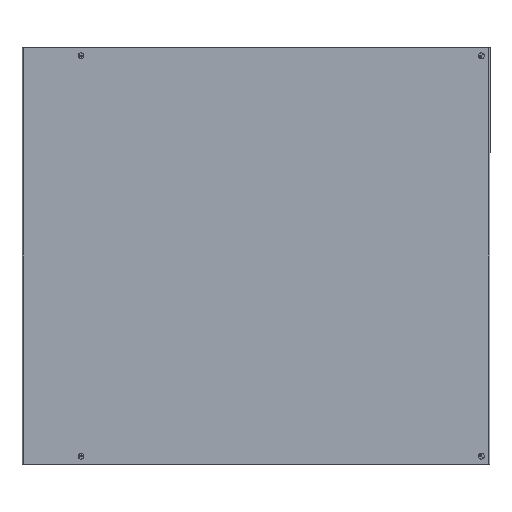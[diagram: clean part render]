
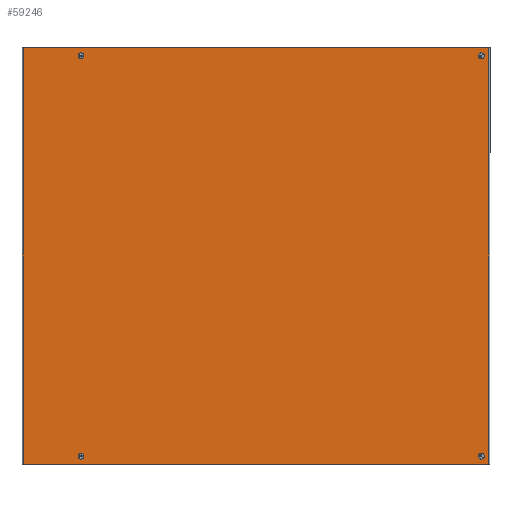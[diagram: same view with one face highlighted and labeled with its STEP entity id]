
A CAD part, left-side view. The second image highlights one B-rep face of the part: STEP entity #59246.
In plain terms, the highlighted face is planar.
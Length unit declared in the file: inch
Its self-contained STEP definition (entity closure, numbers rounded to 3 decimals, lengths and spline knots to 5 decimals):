
#27 = ORIENTED_EDGE ( 'NONE', *, *, #24251, .T. ) ;
#724 = CARTESIAN_POINT ( 'NONE',  ( -17.5, 0., -17.279 ) ) ;
#1203 = EDGE_CURVE ( 'NONE', #13561, #28825, #16624, .T. ) ;
#1224 = FACE_BOUND ( 'NONE', #75519, .T. ) ;
#2105 = CIRCLE ( 'NONE', #4289, 0.25 ) ;
#3056 = DIRECTION ( 'NONE',  ( -1., 0., 0. ) ) ;
#4272 = EDGE_CURVE ( 'NONE', #63871, #50123, #47481, .T. ) ;
#4289 = AXIS2_PLACEMENT_3D ( 'NONE', #72484, #17656, #23823 ) ;
#4827 = VERTEX_POINT ( 'NONE', #24183 ) ;
#6209 = VERTEX_POINT ( 'NONE', #36372 ) ;
#6861 = ORIENTED_EDGE ( 'NONE', *, *, #4272, .T. ) ;
#7398 = EDGE_LOOP ( 'NONE', ( #13456, #10526 ) ) ;
#7913 = EDGE_CURVE ( 'NONE', #20320, #69157, #37937, .T. ) ;
#8652 = ORIENTED_EDGE ( 'NONE', *, *, #29998, .T. ) ;
#10526 = ORIENTED_EDGE ( 'NONE', *, *, #74037, .T. ) ;
#10858 = FACE_BOUND ( 'NONE', #57541, .T. ) ;
#12176 = CARTESIAN_POINT ( 'NONE',  ( -17.25, 0., 17.221 ) ) ;
#12710 = EDGE_CURVE ( 'NONE', #71731, #6209, #31284, .T. ) ;
#12842 = CARTESIAN_POINT ( 'NONE',  ( 17.25, 0., -17.279 ) ) ;
#13090 = DIRECTION ( 'NONE',  ( 0., -1., 0. ) ) ;
#13456 = ORIENTED_EDGE ( 'NONE', *, *, #7913, .T. ) ;
#13557 = CARTESIAN_POINT ( 'NONE',  ( 17.5, 0., 17.221 ) ) ;
#13561 = VERTEX_POINT ( 'NONE', #38953 ) ;
#14962 = VECTOR ( 'NONE', #36723, 39.37008 ) ;
#15085 = DIRECTION ( 'NONE',  ( 0., -1., 0. ) ) ;
#16490 = CARTESIAN_POINT ( 'NONE',  ( -17.5, 0., 17.221 ) ) ;
#16624 = LINE ( 'NONE', #68007, #66721 ) ;
#16851 = CARTESIAN_POINT ( 'NONE',  ( 17.25, 0., -17.029 ) ) ;
#17328 = CIRCLE ( 'NONE', #23316, 0.25 ) ;
#17656 = DIRECTION ( 'NONE',  ( 0., -1., 0. ) ) ;
#19029 = DIRECTION ( 'NONE',  ( 0., -1., 0. ) ) ;
#20320 = VERTEX_POINT ( 'NONE', #724 ) ;
#20398 = FACE_BOUND ( 'NONE', #7398, .T. ) ;
#21324 = EDGE_CURVE ( 'NONE', #21384, #4827, #79390, .T. ) ;
#21384 = VERTEX_POINT ( 'NONE', #13557 ) ;
#21396 = CARTESIAN_POINT ( 'NONE',  ( 17.928, 0., -17.921 ) ) ;
#21570 = DIRECTION ( 'NONE',  ( -1., 0., 0. ) ) ;
#22694 = AXIS2_PLACEMENT_3D ( 'NONE', #12176, #35532, #78517 ) ;
#23316 = AXIS2_PLACEMENT_3D ( 'NONE', #28161, #59105, #65273 ) ;
#23823 = DIRECTION ( 'NONE',  ( -1., 0., 0. ) ) ;
#24181 = CARTESIAN_POINT ( 'NONE',  ( -17.928, 0., 22.242 ) ) ;
#24183 = CARTESIAN_POINT ( 'NONE',  ( 17., 0., 17.221 ) ) ;
#24251 = EDGE_CURVE ( 'NONE', #4827, #21384, #64959, .T. ) ;
#24759 = LINE ( 'NONE', #57313, #70873 ) ;
#25313 = ORIENTED_EDGE ( 'NONE', *, *, #40564, .F. ) ;
#25501 = CARTESIAN_POINT ( 'NONE',  ( 17.25, 0., -17.529 ) ) ;
#27580 = DIRECTION ( 'NONE',  ( 0., -1., 0. ) ) ;
#27998 = CARTESIAN_POINT ( 'NONE',  ( 17.928, 0., 22.19059 ) ) ;
#28161 = CARTESIAN_POINT ( 'NONE',  ( -17.25, 0., -17.279 ) ) ;
#28825 = VERTEX_POINT ( 'NONE', #21396 ) ;
#29815 = CARTESIAN_POINT ( 'NONE',  ( 17.25, 0., -17.279 ) ) ;
#29998 = EDGE_CURVE ( 'NONE', #55288, #63359, #43879, .T. ) ;
#30553 = DIRECTION ( 'NONE',  ( 0., 0., -1. ) ) ;
#31284 = LINE ( 'NONE', #24181, #14962 ) ;
#32991 = VECTOR ( 'NONE', #21570, 39.37008 ) ;
#35532 = DIRECTION ( 'NONE',  ( 0., -1., 0. ) ) ;
#35777 = FACE_OUTER_BOUND ( 'NONE', #57429, .T. ) ;
#36212 = DIRECTION ( 'NONE',  ( 0., -1., 0. ) ) ;
#36372 = CARTESIAN_POINT ( 'NONE',  ( -17.928, 0., 22.19059 ) ) ;
#36723 = DIRECTION ( 'NONE',  ( 0., 0., 1. ) ) ;
#37288 = ORIENTED_EDGE ( 'NONE', *, *, #12710, .T. ) ;
#37898 = ORIENTED_EDGE ( 'NONE', *, *, #63486, .T. ) ;
#37937 = CIRCLE ( 'NONE', #74167, 0.25 ) ;
#38953 = CARTESIAN_POINT ( 'NONE',  ( 17.928, 0., 22.19059 ) ) ;
#39757 = CARTESIAN_POINT ( 'NONE',  ( 17.25, 0., 17.221 ) ) ;
#40564 = EDGE_CURVE ( 'NONE', #71731, #28825, #24759, .T. ) ;
#42099 = CIRCLE ( 'NONE', #59867, 0.25 ) ;
#42473 = AXIS2_PLACEMENT_3D ( 'NONE', #12842, #13090, #30553 ) ;
#43535 = FACE_BOUND ( 'NONE', #46183, .T. ) ;
#43879 = CIRCLE ( 'NONE', #42473, 0.25 ) ;
#45291 = PLANE ( 'NONE',  #65136 ) ;
#46183 = EDGE_LOOP ( 'NONE', ( #6861, #37898 ) ) ;
#47481 = CIRCLE ( 'NONE', #22694, 0.25 ) ;
#48847 = DIRECTION ( 'NONE',  ( 0., 0., -1. ) ) ;
#49250 = EDGE_CURVE ( 'NONE', #13561, #6209, #78209, .T. ) ;
#49672 = CARTESIAN_POINT ( 'NONE',  ( -17., 0., -17.279 ) ) ;
#50123 = VERTEX_POINT ( 'NONE', #56087 ) ;
#50368 = DIRECTION ( 'NONE',  ( -1., 0., 0. ) ) ;
#50961 = ORIENTED_EDGE ( 'NONE', *, *, #1203, .T. ) ;
#52822 = AXIS2_PLACEMENT_3D ( 'NONE', #63333, #74859, #50368 ) ;
#55288 = VERTEX_POINT ( 'NONE', #25501 ) ;
#55647 = ORIENTED_EDGE ( 'NONE', *, *, #49250, .F. ) ;
#55869 = CARTESIAN_POINT ( 'NONE',  ( -17.25, 0., -17.279 ) ) ;
#56087 = CARTESIAN_POINT ( 'NONE',  ( -17., 0., 17.221 ) ) ;
#57313 = CARTESIAN_POINT ( 'NONE',  ( 17.928, 0., -17.921 ) ) ;
#57429 = EDGE_LOOP ( 'NONE', ( #25313, #37288, #55647, #50961 ) ) ;
#57541 = EDGE_LOOP ( 'NONE', ( #27, #67598 ) ) ;
#57715 = CARTESIAN_POINT ( 'NONE',  ( 17.928, 0., -17.957 ) ) ;
#59105 = DIRECTION ( 'NONE',  ( 0., -1., 0. ) ) ;
#59246 = ADVANCED_FACE ( 'NONE', ( #43535, #20398, #35777, #1224, #10858 ), #45291, .F. ) ;
#59867 = AXIS2_PLACEMENT_3D ( 'NONE', #29815, #36212, #48847 ) ;
#61115 = CARTESIAN_POINT ( 'NONE',  ( -17.928, 0., -17.921 ) ) ;
#61227 = ORIENTED_EDGE ( 'NONE', *, *, #62954, .T. ) ;
#61497 = AXIS2_PLACEMENT_3D ( 'NONE', #39757, #15085, #3056 ) ;
#62954 = EDGE_CURVE ( 'NONE', #63359, #55288, #42099, .T. ) ;
#63333 = CARTESIAN_POINT ( 'NONE',  ( 17.25, 0., 17.221 ) ) ;
#63359 = VERTEX_POINT ( 'NONE', #16851 ) ;
#63486 = EDGE_CURVE ( 'NONE', #50123, #63871, #2105, .T. ) ;
#63524 = DIRECTION ( 'NONE',  ( 1., 0., 0. ) ) ;
#63871 = VERTEX_POINT ( 'NONE', #16490 ) ;
#64959 = CIRCLE ( 'NONE', #61497, 0.25 ) ;
#65136 = AXIS2_PLACEMENT_3D ( 'NONE', #57715, #27580, #70588 ) ;
#65273 = DIRECTION ( 'NONE',  ( -1., 0., 0. ) ) ;
#66721 = VECTOR ( 'NONE', #69324, 39.37008 ) ;
#67598 = ORIENTED_EDGE ( 'NONE', *, *, #21324, .T. ) ;
#68007 = CARTESIAN_POINT ( 'NONE',  ( 17.928, 0., -17.957 ) ) ;
#69157 = VERTEX_POINT ( 'NONE', #49672 ) ;
#69324 = DIRECTION ( 'NONE',  ( 0., 0., -1. ) ) ;
#70588 = DIRECTION ( 'NONE',  ( 0., 0., 1. ) ) ;
#70873 = VECTOR ( 'NONE', #63524, 39.37008 ) ;
#71731 = VERTEX_POINT ( 'NONE', #61115 ) ;
#72484 = CARTESIAN_POINT ( 'NONE',  ( -17.25, 0., 17.221 ) ) ;
#74037 = EDGE_CURVE ( 'NONE', #69157, #20320, #17328, .T. ) ;
#74145 = DIRECTION ( 'NONE',  ( -1., 0., 0. ) ) ;
#74167 = AXIS2_PLACEMENT_3D ( 'NONE', #55869, #19029, #74145 ) ;
#74859 = DIRECTION ( 'NONE',  ( 0., -1., 0. ) ) ;
#75519 = EDGE_LOOP ( 'NONE', ( #8652, #61227 ) ) ;
#78209 = LINE ( 'NONE', #27998, #32991 ) ;
#78517 = DIRECTION ( 'NONE',  ( -1., 0., 0. ) ) ;
#79390 = CIRCLE ( 'NONE', #52822, 0.25 ) ;
